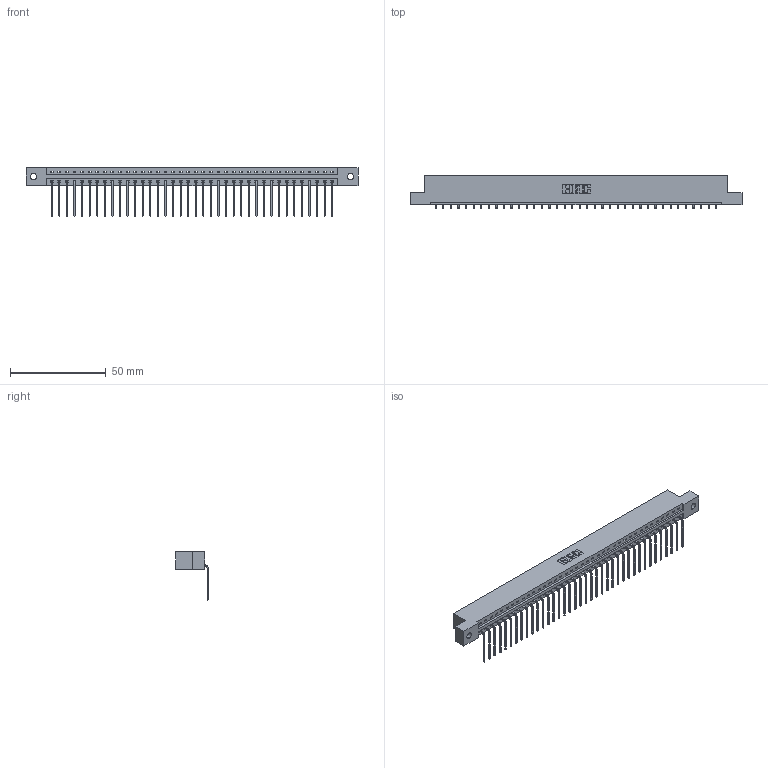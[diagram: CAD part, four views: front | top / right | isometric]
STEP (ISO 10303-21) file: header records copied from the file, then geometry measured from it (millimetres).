
FILE_DESCRIPTION (( 'STEP AP203' ), '1' );
FILE_NAME ('387-038-559-102.STEP', '2018-09-19T06:50:32', ( '' ), ( '' ), 'SwSTEP 2.0', 'SolidWorks 2016', '' );
FILE_SCHEMA (( 'CONFIG_CONTROL_DESIGN' ));
Length unit declared in the file: inch
Products named in the file (3): 337 Part_Flush Mounting Lugs - 0.128 Dia; 345-292-001_558 559 Tail - 1; 387-038-559-102
Assembly tree (39 placements, depth 2):
  387-038-559-102
    337 Part_Flush Mounting Lugs - 0.128 Dia
    345-292-001_558 559 Tail - 1  x38
Bounding box: 173.58 x 17.09 x 25.53 mm (x, y, z)
Volume: 18081 mm3; surface area: 19169.8 mm2
Topology: 39 solids, 39 shells, 2546 faces, 7683 edges, 5070 vertices
Faces by surface type: plane 1894, cylinder 652
Entity records: 28851 total; most frequent: CARTESIAN_POINT 5032, ORIENTED_EDGE 5006, DIRECTION 4243, EDGE_CURVE 2503, LINE 2375, VECTOR 2375, VERTEX_POINT 1666, AXIS2_PLACEMENT_3D 934
